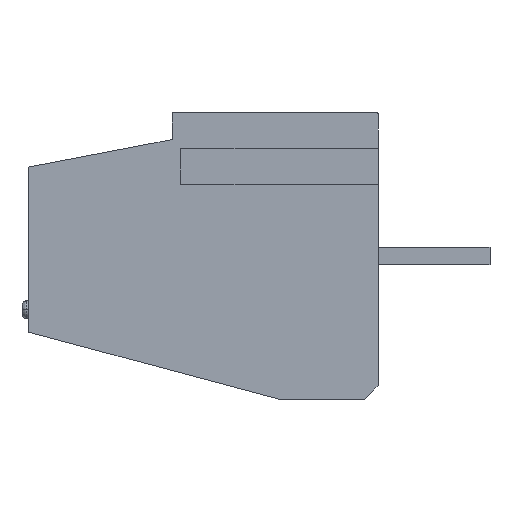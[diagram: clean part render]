
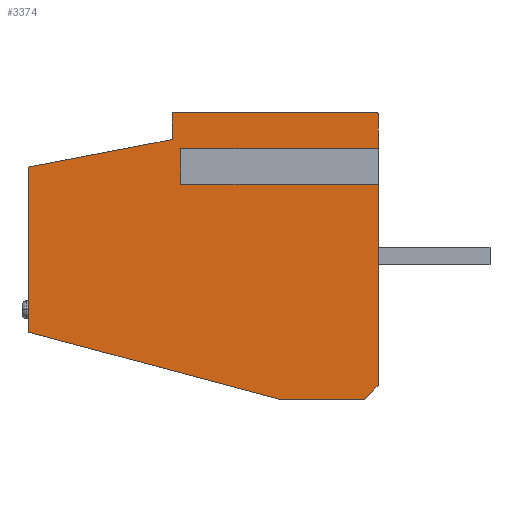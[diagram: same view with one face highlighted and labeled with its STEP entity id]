
A CAD part, left-side view. The second image highlights one B-rep face of the part: STEP entity #3374.
In plain terms, the highlighted planar face has unit normal (-1, 0, 0).
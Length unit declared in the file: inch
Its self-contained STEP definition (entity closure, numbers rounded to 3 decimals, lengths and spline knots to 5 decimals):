
#1=DIRECTION('',(0.,1.,0.));
#2=VECTOR('',#1,0.22);
#3=CARTESIAN_POINT('',(-0.5,0.,0.28));
#4=LINE('',#3,#2);
#5=DIRECTION('',(0.,0.,-1.));
#6=VECTOR('',#5,0.04);
#7=CARTESIAN_POINT('',(-0.5,0.22,0.28));
#8=LINE('',#7,#6);
#9=DIRECTION('',(0.,1.,0.));
#10=VECTOR('',#9,0.22);
#11=CARTESIAN_POINT('',(-0.5,0.,0.24));
#12=LINE('',#11,#10);
#13=DIRECTION('',(0.,0.,-1.));
#14=VECTOR('',#13,0.225);
#15=CARTESIAN_POINT('',(-0.5,0.,0.24));
#16=LINE('',#15,#14);
#17=DIRECTION('',(0.,-0.707,0.707));
#18=VECTOR('',#17,0.02121);
#19=CARTESIAN_POINT('',(-0.5,0.015,0.));
#20=LINE('',#19,#18);
#21=DIRECTION('',(0.,1.,0.));
#22=VECTOR('',#21,0.095);
#23=CARTESIAN_POINT('',(-0.5,0.015,0.));
#24=LINE('',#23,#22);
#25=DIRECTION('',(0.,0.966,0.259));
#26=VECTOR('',#25,0.28987);
#27=CARTESIAN_POINT('',(-0.5,0.11,0.));
#28=LINE('',#27,#26);
#29=DIRECTION('',(0.,0.,1.));
#30=VECTOR('',#29,0.18423);
#31=CARTESIAN_POINT('',(-0.5,0.39,0.075));
#32=LINE('',#31,#30);
#33=DIRECTION('',(0.,0.,1.));
#34=VECTOR('',#33,0.03);
#35=CARTESIAN_POINT('',(-0.5,0.23,0.29));
#36=LINE('',#35,#34);
#37=DIRECTION('',(0.,-1.,0.));
#38=VECTOR('',#37,0.229);
#39=CARTESIAN_POINT('',(-0.5,0.23,0.32));
#40=LINE('',#39,#38);
#41=CARTESIAN_POINT('',(-0.5,0.001,0.319));
#42=DIRECTION('',(-1.,0.,0.));
#43=DIRECTION('',(0.,-1.,0.));
#44=AXIS2_PLACEMENT_3D('',#41,#42,#43);
#46=DIRECTION('',(0.,0.,-1.));
#47=VECTOR('',#46,0.039);
#48=CARTESIAN_POINT('',(-0.5,0.,0.319));
#49=LINE('',#48,#47);
#2137=DIRECTION('',(0.,0.982,-0.189));
#2138=VECTOR('',#2137,0.16293);
#2139=CARTESIAN_POINT('',(-0.5,0.23,0.29));
#2140=LINE('',#2139,#2138);
#2669=CARTESIAN_POINT('',(-0.5,0.11,0.));
#2670=CARTESIAN_POINT('',(-0.5,0.39,0.075));
#2671=VERTEX_POINT('',#2669);
#2672=VERTEX_POINT('',#2670);
#2677=CARTESIAN_POINT('',(-0.5,0.23,0.29));
#2678=CARTESIAN_POINT('',(-0.5,0.23,0.32));
#2679=VERTEX_POINT('',#2677);
#2680=VERTEX_POINT('',#2678);
#2809=CARTESIAN_POINT('',(-0.5,0.015,0.));
#2810=CARTESIAN_POINT('',(-0.5,0.,0.015));
#2811=VERTEX_POINT('',#2809);
#2812=VERTEX_POINT('',#2810);
#2815=CARTESIAN_POINT('',(-0.5,0.,0.319));
#2816=CARTESIAN_POINT('',(-0.5,0.001,0.32));
#2817=VERTEX_POINT('',#2815);
#2818=VERTEX_POINT('',#2816);
#2843=CARTESIAN_POINT('',(-0.5,0.39,0.25923));
#2845=VERTEX_POINT('',#2843);
#2857=CARTESIAN_POINT('',(-0.5,0.,0.28));
#2858=CARTESIAN_POINT('',(-0.5,0.22,0.28));
#2859=VERTEX_POINT('',#2857);
#2860=VERTEX_POINT('',#2858);
#2861=CARTESIAN_POINT('',(-0.5,0.22,0.24));
#2862=VERTEX_POINT('',#2861);
#2863=CARTESIAN_POINT('',(-0.5,0.,0.24));
#2864=VERTEX_POINT('',#2863);
#3341=CARTESIAN_POINT('',(-0.5,0.,0.));
#3342=DIRECTION('',(1.,0.,0.));
#3343=DIRECTION('',(0.,0.,-1.));
#3344=AXIS2_PLACEMENT_3D('',#3341,#3342,#3343);
#3345=PLANE('',#3344);
#3347=ORIENTED_EDGE('',*,*,#3346,.T.);
#3349=ORIENTED_EDGE('',*,*,#3348,.T.);
#3351=ORIENTED_EDGE('',*,*,#3350,.F.);
#3353=ORIENTED_EDGE('',*,*,#3352,.T.);
#3355=ORIENTED_EDGE('',*,*,#3354,.F.);
#3357=ORIENTED_EDGE('',*,*,#3356,.T.);
#3359=ORIENTED_EDGE('',*,*,#3358,.T.);
#3361=ORIENTED_EDGE('',*,*,#3360,.T.);
#3363=ORIENTED_EDGE('',*,*,#3362,.F.);
#3365=ORIENTED_EDGE('',*,*,#3364,.T.);
#3367=ORIENTED_EDGE('',*,*,#3366,.T.);
#3369=ORIENTED_EDGE('',*,*,#3368,.F.);
#3371=ORIENTED_EDGE('',*,*,#3370,.T.);
#3372=EDGE_LOOP('',(#3347,#3349,#3351,#3353,#3355,#3357,#3359,#3361,#3363,#3365,
#3367,#3369,#3371));
#3373=FACE_OUTER_BOUND('',#3372,.F.);
#3374=ADVANCED_FACE('',(#3373),#3345,.F.);
#45=CIRCLE('',#44,0.001);
#3346=EDGE_CURVE('',#2859,#2860,#4,.T.);
#3348=EDGE_CURVE('',#2860,#2862,#8,.T.);
#3350=EDGE_CURVE('',#2864,#2862,#12,.T.);
#3352=EDGE_CURVE('',#2864,#2812,#16,.T.);
#3354=EDGE_CURVE('',#2811,#2812,#20,.T.);
#3356=EDGE_CURVE('',#2811,#2671,#24,.T.);
#3358=EDGE_CURVE('',#2671,#2672,#28,.T.);
#3360=EDGE_CURVE('',#2672,#2845,#32,.T.);
#3362=EDGE_CURVE('',#2679,#2845,#2140,.T.);
#3364=EDGE_CURVE('',#2679,#2680,#36,.T.);
#3366=EDGE_CURVE('',#2680,#2818,#40,.T.);
#3368=EDGE_CURVE('',#2817,#2818,#45,.T.);
#3370=EDGE_CURVE('',#2817,#2859,#49,.T.);
